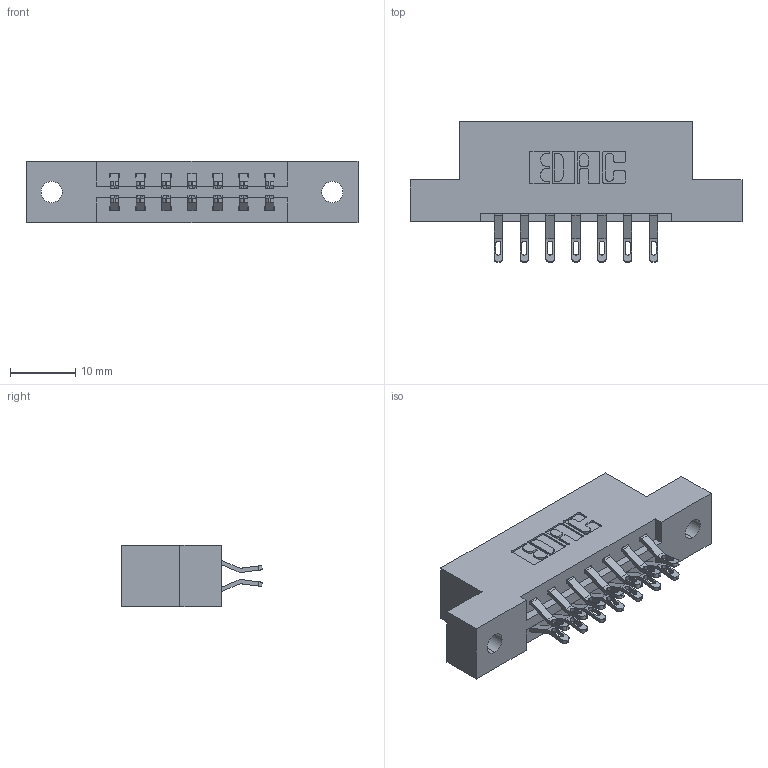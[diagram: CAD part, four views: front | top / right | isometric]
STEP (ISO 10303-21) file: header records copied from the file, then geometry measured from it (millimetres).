
FILE_DESCRIPTION (( 'STEP AP203' ), '1' );
FILE_NAME ('387-014-555-202.STEP', '2019-10-15T21:46:41', ( '' ), ( '' ), 'SwSTEP 2.0', 'SolidWorks 2016', '' );
FILE_SCHEMA (( 'CONFIG_CONTROL_DESIGN' ));
Length unit declared in the file: inch
Products named in the file (3): 345-292-001_555 Tail; 387-014-555-202; 337 Part_Flush Mounting Lugs - 0.128 Dia
Assembly tree (15 placements, depth 2):
  387-014-555-202
    337 Part_Flush Mounting Lugs - 0.128 Dia
    345-292-001_555 Tail  x14
Bounding box: 50.75 x 21.47 x 9.4 mm (x, y, z)
Volume: 4886.4 mm3; surface area: 5064.4 mm2
Topology: 15 solids, 15 shells, 954 faces, 2957 edges, 1970 vertices
Faces by surface type: plane 574, cylinder 380
Entity records: 10283 total; most frequent: CARTESIAN_POINT 1796, ORIENTED_EDGE 1702, DIRECTION 1563, EDGE_CURVE 851, LINE 703, VECTOR 703, VERTEX_POINT 566, AXIS2_PLACEMENT_3D 430
